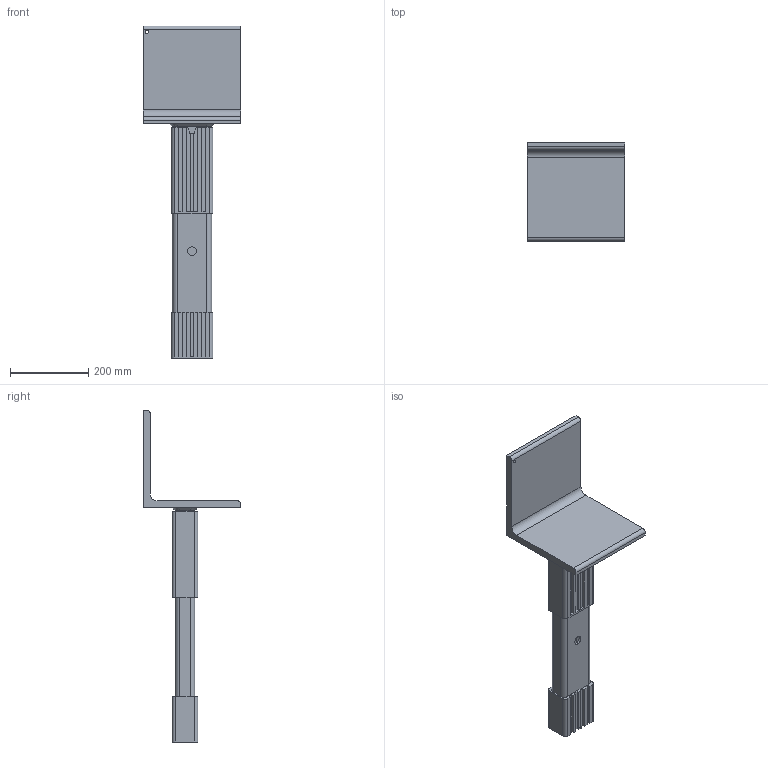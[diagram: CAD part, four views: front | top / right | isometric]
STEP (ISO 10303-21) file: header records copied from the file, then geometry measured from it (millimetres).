
FILE_DESCRIPTION(/* description */ (''),/* implementation_level */ '2;1');
FILE_NAME(/* name */ 'BWC 55 light-2-V-R reversert.stp',/* time_stamp */ '2022-07-01T15:16:58+02:00',/* author */ ('Bruker'),/* organization */ (''),/* preprocessor_version */ 'ST-DEVELOPER v18.1',/* originating_system */ 'Autodesk Inventor 2021',/* authorisation */ '');
FILE_SCHEMA (('AUTOMOTIVE_DESIGN { 1 0 10303 214 3 1 1 }'));
Length unit declared in the file: millimetre
Products named in the file (6): BWC 55 light-2-V-R reversert; BWC 55 light-2-V-R reversert_1; BWC 55-740-2-V-R Vinkel; BS EN 10219-2 - 100 x 50 x 6  - 595; BWC Dempeboks L=220; BWC Dempeboks L=117 bunnende
Assembly tree (5 placements, depth 2):
  BWC 55 light-2-V-R reversert
    BWC 55 light-2-V-R reversert_1
    BWC 55-740-2-V-R Vinkel
    BS EN 10219-2 - 100 x 50 x 6  - 595
    BWC Dempeboks L=220
    BWC Dempeboks L=117 bunnende
Bounding box: 250 x 250 x 848 mm (x, y, z)
Volume: 3638327.9 mm3; surface area: 822538.4 mm2
Topology: 5 solids, 5 shells, 167 faces, 470 edges, 310 vertices
Faces by surface type: plane 123, cylinder 40, cone 4
Full cylindrical faces by diameter (mm): 8 x1, 10 x1, 22 x1
Entity records: 5626 total; most frequent: CARTESIAN_POINT 959, ORIENTED_EDGE 940, DIRECTION 916, EDGE_CURVE 470, LINE 382, VECTOR 382, VERTEX_POINT 310, AXIS2_PLACEMENT_3D 267
